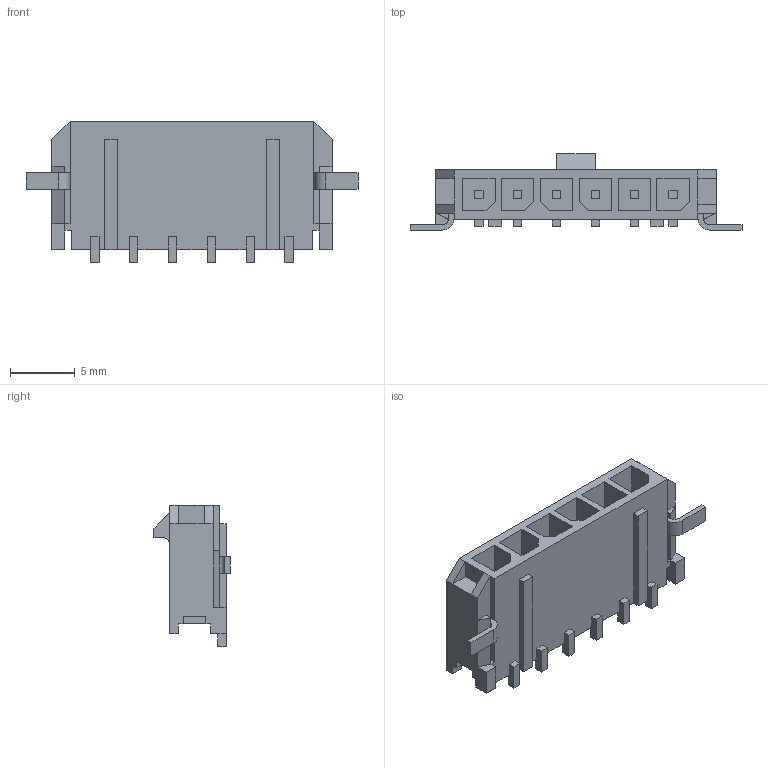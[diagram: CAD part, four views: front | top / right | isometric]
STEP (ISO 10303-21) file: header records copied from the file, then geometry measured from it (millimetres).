
FILE_DESCRIPTION((''),'2;1');
FILE_NAME('436500613','2010-12-16T',('gga'),(''),'PRO/ENGINEER BY PARAMETRIC TECHNOLOGY CORPORATION, 2003451','PRO/ENGINEER BY PARAMETRIC TECHNOLOGY CORPORATION, 2003451','');
FILE_SCHEMA(('CONFIG_CONTROL_DESIGN'));
Length unit declared in the file: millimetre
Products named in the file (1): 436500613
Bounding box: 25.64 x 5.87 x 10.9 mm (x, y, z)
Volume: 550.6 mm3; surface area: 1259 mm2
Topology: 1 solids, 1 shells, 239 faces, 648 edges, 424 vertices
Faces by surface type: plane 234, cylinder 5
Entity records: 7378 total; most frequent: CARTESIAN_POINT 1311, ORIENTED_EDGE 1296, DIRECTION 1136, EDGE_CURVE 648, VECTOR 638, LINE 638, VERTEX_POINT 424, EDGE_LOOP 252
